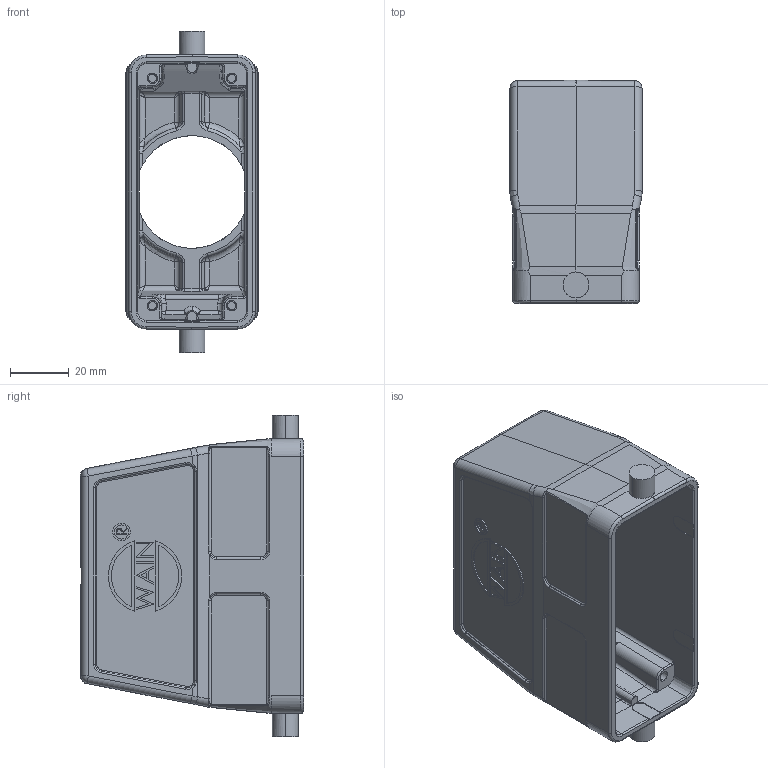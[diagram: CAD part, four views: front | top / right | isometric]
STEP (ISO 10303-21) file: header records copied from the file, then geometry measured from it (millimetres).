
FILE_DESCRIPTION((''),'2;1');
FILE_NAME('3D_1110164155004_H16B-TEH-2B-M3','2020-02-19T',('lian.chen'),(''),'PRO/ENGINEER BY PARAMETRIC TECHNOLOGY CORPORATION, 2012480','PRO/ENGINEER BY PARAMETRIC TECHNOLOGY CORPORATION, 2012480','');
FILE_SCHEMA(('CONFIG_CONTROL_DESIGN'));
Length unit declared in the file: millimetre
Products named in the file (1): 3D_1110164155004_H16B-TEH-2B-M3
Bounding box: 45 x 76 x 109.5 mm (x, y, z)
Volume: 73712.3 mm3; surface area: 42157.6 mm2
Topology: 1 solids, 1 shells, 710 faces, 1751 edges, 1048 vertices
Faces by surface type: plane 256, cylinder 205, bspline 148, torus 53, cone 30, extrusion 10, sphere 8
Entity records: 29540 total; most frequent: CARTESIAN_POINT 14041, ORIENTED_EDGE 3446, DIRECTION 2827, EDGE_CURVE 1723, VERTEX_POINT 1048, AXIS2_PLACEMENT_3D 994, VECTOR 839, LINE 829
